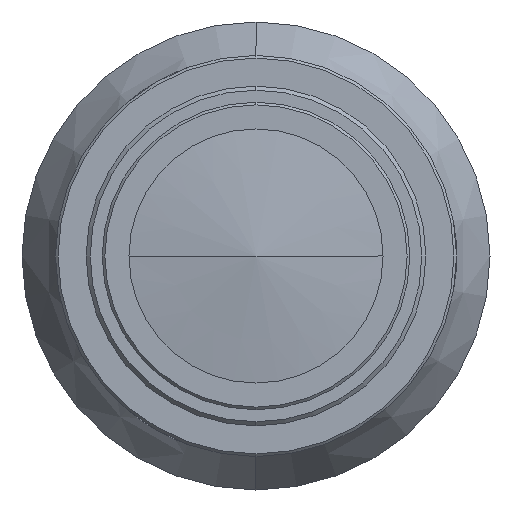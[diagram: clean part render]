
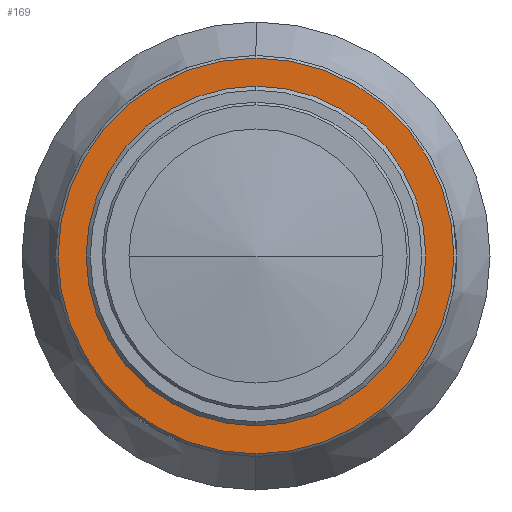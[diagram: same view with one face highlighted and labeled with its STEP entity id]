
A CAD part, left-side view. The second image highlights one B-rep face of the part: STEP entity #169.
In plain terms, the highlighted planar face has unit normal (-1, 0, 0).
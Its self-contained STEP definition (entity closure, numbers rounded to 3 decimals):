
#118 = CIRCLE ( 'NONE', #1259, 12.3 ) ;
#152 = CIRCLE ( 'NONE', #1276, 14.8 ) ;
#169 = ADVANCED_FACE ( 'NONE', ( #438, #378 ), #1121, .F. ) ;
#205 = ORIENTED_EDGE ( 'NONE', *, *, #1172, .T. ) ;
#234 = ORIENTED_EDGE ( 'NONE', *, *, #1202, .F. ) ;
#272 = ORIENTED_EDGE ( 'NONE', *, *, #1323, .T. ) ;
#280 = ORIENTED_EDGE ( 'NONE', *, *, #1169, .F. ) ;
#314 = EDGE_LOOP ( 'NONE', ( #205, #272 ) ) ;
#352 = EDGE_LOOP ( 'NONE', ( #234, #280 ) ) ;
#378 = FACE_OUTER_BOUND ( 'NONE', #314, .T. ) ;
#438 = FACE_BOUND ( 'NONE', #352, .T. ) ;
#445 = CIRCLE ( 'NONE', #1231, 12.3 ) ;
#454 = CIRCLE ( 'NONE', #1236, 14.8 ) ;
#631 = CARTESIAN_POINT ( 'NONE',  ( -96.38, 0., 0. ) ) ;
#633 = DIRECTION ( 'NONE',  ( 0., 0., -1. ) ) ;
#670 = DIRECTION ( 'NONE',  ( -1., 0., 0. ) ) ;
#718 = CARTESIAN_POINT ( 'NONE',  ( -96.38, 0., 14.8 ) ) ;
#722 = CARTESIAN_POINT ( 'NONE',  ( -96.38, 0., -14.8 ) ) ;
#788 = CARTESIAN_POINT ( 'NONE',  ( -96.38, 0., 12.3 ) ) ;
#793 = CARTESIAN_POINT ( 'NONE',  ( -96.38, 0., -12.3 ) ) ;
#855 = CARTESIAN_POINT ( 'NONE',  ( -96.38, 0., 0. ) ) ;
#862 = DIRECTION ( 'NONE',  ( 0., 0., 1. ) ) ;
#892 = DIRECTION ( 'NONE',  ( 0., 0., -1. ) ) ;
#904 = DIRECTION ( 'NONE',  ( 0., 0., 1. ) ) ;
#961 = DIRECTION ( 'NONE',  ( -1., 0., 0. ) ) ;
#996 = DIRECTION ( 'NONE',  ( -1., 0., 0. ) ) ;
#1028 = DIRECTION ( 'NONE',  ( 0., 0., -1. ) ) ;
#1067 = DIRECTION ( 'NONE',  ( -1., 0., 0. ) ) ;
#1068 = CARTESIAN_POINT ( 'NONE',  ( -96.38, 0., 0. ) ) ;
#1095 = CARTESIAN_POINT ( 'NONE',  ( -96.38, -14.978, 14.978 ) ) ;
#1103 = DIRECTION ( 'NONE',  ( 1., 0., 0. ) ) ;
#1112 = CARTESIAN_POINT ( 'NONE',  ( -96.38, 0., 0. ) ) ;
#1121 = PLANE ( 'NONE',  #1282 ) ;
#1169 = EDGE_CURVE ( 'NONE', #1411, #1392, #445, .T. ) ;
#1172 = EDGE_CURVE ( 'NONE', #1376, #1380, #454, .T. ) ;
#1202 = EDGE_CURVE ( 'NONE', #1392, #1411, #118, .T. ) ;
#1231 = AXIS2_PLACEMENT_3D ( 'NONE', #1112, #961, #862 ) ;
#1236 = AXIS2_PLACEMENT_3D ( 'NONE', #855, #996, #1028 ) ;
#1259 = AXIS2_PLACEMENT_3D ( 'NONE', #1068, #1067, #904 ) ;
#1276 = AXIS2_PLACEMENT_3D ( 'NONE', #631, #670, #633 ) ;
#1282 = AXIS2_PLACEMENT_3D ( 'NONE', #1095, #1103, #892 ) ;
#1323 = EDGE_CURVE ( 'NONE', #1380, #1376, #152, .T. ) ;
#1376 = VERTEX_POINT ( 'NONE', #722 ) ;
#1380 = VERTEX_POINT ( 'NONE', #718 ) ;
#1392 = VERTEX_POINT ( 'NONE', #788 ) ;
#1411 = VERTEX_POINT ( 'NONE', #793 ) ;
